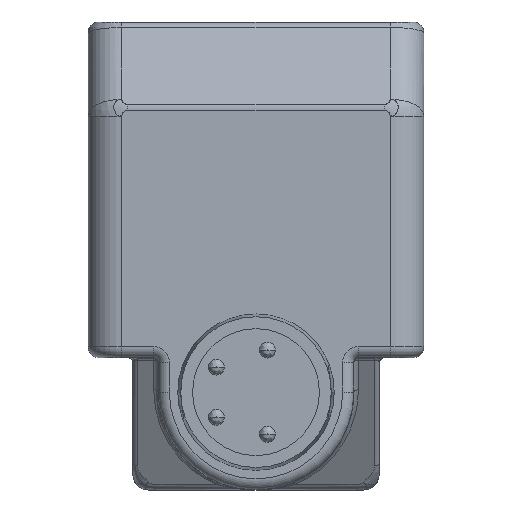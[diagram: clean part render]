
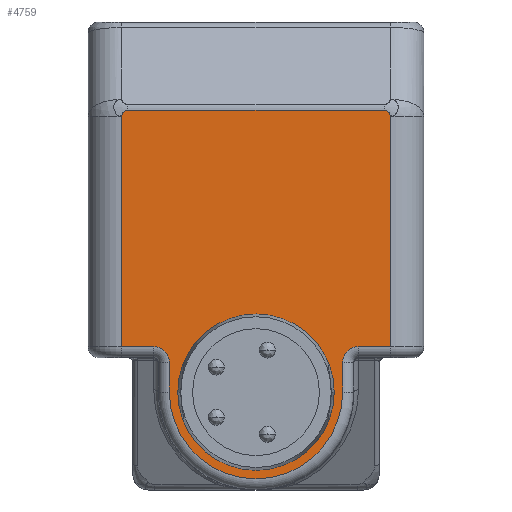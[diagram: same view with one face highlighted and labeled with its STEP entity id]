
A CAD part, front view. The second image highlights one B-rep face of the part: STEP entity #4759.
In plain terms, the highlighted planar face has unit normal (0, -1, 0).
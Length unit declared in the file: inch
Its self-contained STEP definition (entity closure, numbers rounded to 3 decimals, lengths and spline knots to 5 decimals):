
#375=DIRECTION('',(0.,0.,-1.));
#376=VECTOR('',#375,0.40544);
#377=CARTESIAN_POINT('',(-0.23622,-0.67913,
0.1574));
#378=LINE('',#377,#376);
#388=CARTESIAN_POINT('',(-0.23622,-0.67913,
0.1574));
#389=CARTESIAN_POINT('',(-0.23608,-0.67913,
0.16249));
#390=CARTESIAN_POINT('',(-0.23076,-0.67913,
0.16795));
#391=CARTESIAN_POINT('',(-0.22567,-0.67913,
0.16795));
#393=CARTESIAN_POINT('',(0.23622,-0.67913,
0.1574));
#394=CARTESIAN_POINT('',(0.23608,-0.67913,
0.16249));
#395=CARTESIAN_POINT('',(0.23076,-0.67913,
0.16795));
#396=CARTESIAN_POINT('',(0.22567,-0.67913,
0.16795));
#398=CARTESIAN_POINT('',(0.,-0.67913,-0.32795));
#399=DIRECTION('',(0.,-1.,0.));
#400=DIRECTION('',(1.,0.,0.));
#401=AXIS2_PLACEMENT_3D('',#398,#399,#400);
#403=CARTESIAN_POINT('',(0.,-0.67913,-0.32795));
#404=DIRECTION('',(0.,-1.,0.));
#405=DIRECTION('',(-1.,0.,0.));
#406=AXIS2_PLACEMENT_3D('',#403,#404,#405);
#412=DIRECTION('',(0.,0.,1.));
#413=VECTOR('',#412,0.40544);
#414=CARTESIAN_POINT('',(0.23622,-0.67913,
-0.24803));
#415=LINE('',#414,#413);
#523=DIRECTION('',(-1.,0.,0.));
#524=VECTOR('',#523,0.0563);
#525=CARTESIAN_POINT('',(0.23622,-0.67913,
-0.24803));
#526=LINE('',#525,#524);
#537=CARTESIAN_POINT('',(0.17992,-0.67913,
-0.27559));
#538=DIRECTION('',(0.,-1.,0.));
#539=DIRECTION('',(0.,0.,1.));
#540=AXIS2_PLACEMENT_3D('',#537,#538,#539);
#770=DIRECTION('',(-1.,0.,0.));
#771=VECTOR('',#770,0.0563);
#772=CARTESIAN_POINT('',(-0.17992,-0.67913,
-0.24803));
#773=LINE('',#772,#771);
#784=CARTESIAN_POINT('',(-0.17992,-0.67913,
-0.27559));
#785=DIRECTION('',(0.,-1.,0.));
#786=DIRECTION('',(1.,0.,0.));
#787=AXIS2_PLACEMENT_3D('',#784,#785,#786);
#815=DIRECTION('',(0.,0.,1.));
#816=VECTOR('',#815,0.05236);
#817=CARTESIAN_POINT('',(-0.15236,-0.67913,
-0.32795));
#818=LINE('',#817,#816);
#829=CARTESIAN_POINT('',(0.,-0.67913,-0.32795));
#830=DIRECTION('',(0.,1.,0.));
#831=DIRECTION('',(1.,0.,0.));
#832=AXIS2_PLACEMENT_3D('',#829,#830,#831);
#847=DIRECTION('',(0.,0.,-1.));
#848=VECTOR('',#847,0.05236);
#849=CARTESIAN_POINT('',(0.15236,-0.67913,
-0.27559));
#850=LINE('',#849,#848);
#2149=DIRECTION('',(-1.,0.,0.));
#2150=VECTOR('',#2149,0.45134);
#2151=CARTESIAN_POINT('',(0.22567,-0.67913,
0.16795));
#2152=LINE('',#2151,#2150);
#3580=VERTEX_POINT('',#393);
#3581=VERTEX_POINT('',#396);
#3587=CARTESIAN_POINT('',(-0.22567,-0.67913,
0.16795));
#3588=VERTEX_POINT('',#3587);
#3589=VERTEX_POINT('',#388);
#4066=CARTESIAN_POINT('',(-0.23622,-0.67913,
-0.24803));
#4067=VERTEX_POINT('',#4066);
#4070=CARTESIAN_POINT('',(-0.17992,-0.67913,
-0.24803));
#4071=VERTEX_POINT('',#4070);
#4074=CARTESIAN_POINT('',(-0.15236,-0.67913,
-0.27559));
#4075=VERTEX_POINT('',#4074);
#4078=CARTESIAN_POINT('',(-0.15236,-0.67913,
-0.32795));
#4079=VERTEX_POINT('',#4078);
#4082=CARTESIAN_POINT('',(0.15236,-0.67913,
-0.32795));
#4083=VERTEX_POINT('',#4082);
#4086=CARTESIAN_POINT('',(0.15236,-0.67913,
-0.27559));
#4087=VERTEX_POINT('',#4086);
#4090=CARTESIAN_POINT('',(0.17992,-0.67913,
-0.24803));
#4091=VERTEX_POINT('',#4090);
#4094=CARTESIAN_POINT('',(0.23622,-0.67913,
-0.24803));
#4095=VERTEX_POINT('',#4094);
#4189=CARTESIAN_POINT('',(0.1275,-0.67913,-0.32795));
#4190=CARTESIAN_POINT('',(-0.1275,-0.67913,-0.32795));
#4191=VERTEX_POINT('',#4189);
#4192=VERTEX_POINT('',#4190);
#4723=CARTESIAN_POINT('',(-0.29528,-0.67913,
0.01969));
#4724=DIRECTION('',(0.,-1.,0.));
#4725=DIRECTION('',(1.,0.,0.));
#4726=AXIS2_PLACEMENT_3D('',#4723,#4724,#4725);
#4727=PLANE('',#4726);
#4729=ORIENTED_EDGE('',*,*,#4728,.F.);
#4731=ORIENTED_EDGE('',*,*,#4730,.T.);
#4733=ORIENTED_EDGE('',*,*,#4732,.T.);
#4735=ORIENTED_EDGE('',*,*,#4734,.T.);
#4737=ORIENTED_EDGE('',*,*,#4736,.T.);
#4739=ORIENTED_EDGE('',*,*,#4738,.T.);
#4741=ORIENTED_EDGE('',*,*,#4740,.T.);
#4743=ORIENTED_EDGE('',*,*,#4742,.T.);
#4744=ORIENTED_EDGE('',*,*,#4713,.F.);
#4746=ORIENTED_EDGE('',*,*,#4745,.T.);
#4748=ORIENTED_EDGE('',*,*,#4747,.F.);
#4750=ORIENTED_EDGE('',*,*,#4749,.F.);
#4751=EDGE_LOOP('',(#4729,#4731,#4733,#4735,#4737,#4739,#4741,#4743,#4744,#4746,
#4748,#4750));
#4752=FACE_OUTER_BOUND('',#4751,.F.);
#4754=ORIENTED_EDGE('',*,*,#4753,.T.);
#4756=ORIENTED_EDGE('',*,*,#4755,.T.);
#4757=EDGE_LOOP('',(#4754,#4756));
#4758=FACE_BOUND('',#4757,.F.);
#4759=ADVANCED_FACE('',(#4752,#4758),#4727,.T.);
#392=B_SPLINE_CURVE_WITH_KNOTS('',3,(#388,#389,#390,#391),.UNSPECIFIED.,.F.,.F.,
(4,4),(0.,1.),.UNSPECIFIED.);
#397=B_SPLINE_CURVE_WITH_KNOTS('',3,(#393,#394,#395,#396),.UNSPECIFIED.,.F.,.F.,
(4,4),(0.,1.),.UNSPECIFIED.);
#402=CIRCLE('',#401,0.1275);
#407=CIRCLE('',#406,0.1275);
#541=CIRCLE('',#540,0.02756);
#788=CIRCLE('',#787,0.02756);
#833=CIRCLE('',#832,0.15236);
#4713=EDGE_CURVE('',#3589,#4067,#378,.T.);
#4728=EDGE_CURVE('',#4095,#3580,#415,.T.);
#4730=EDGE_CURVE('',#4095,#4091,#526,.T.);
#4732=EDGE_CURVE('',#4091,#4087,#541,.T.);
#4734=EDGE_CURVE('',#4087,#4083,#850,.T.);
#4736=EDGE_CURVE('',#4083,#4079,#833,.T.);
#4738=EDGE_CURVE('',#4079,#4075,#818,.T.);
#4740=EDGE_CURVE('',#4075,#4071,#788,.T.);
#4742=EDGE_CURVE('',#4071,#4067,#773,.T.);
#4745=EDGE_CURVE('',#3589,#3588,#392,.T.);
#4747=EDGE_CURVE('',#3581,#3588,#2152,.T.);
#4749=EDGE_CURVE('',#3580,#3581,#397,.T.);
#4753=EDGE_CURVE('',#4191,#4192,#402,.T.);
#4755=EDGE_CURVE('',#4192,#4191,#407,.T.);
